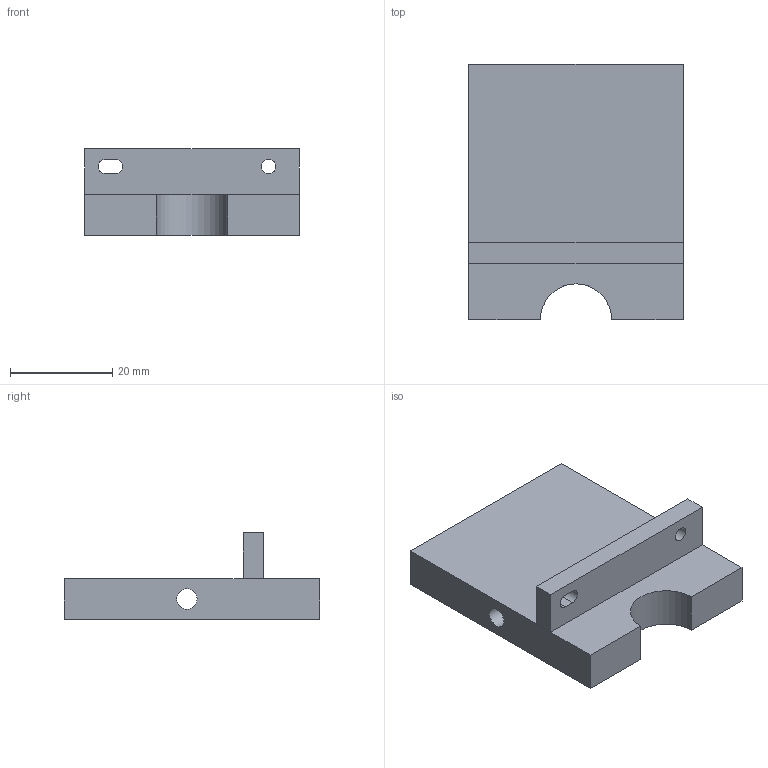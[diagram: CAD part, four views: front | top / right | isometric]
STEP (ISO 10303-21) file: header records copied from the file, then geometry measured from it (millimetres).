
FILE_DESCRIPTION(('FreeCAD Model'),'2;1');
FILE_NAME('ExtruderLever.step', '2017-04-04T10:31:36',('Author'),(''), 'Open CASCADE STEP processor 6.8','FreeCAD','Unknown');
FILE_SCHEMA(('AUTOMOTIVE_DESIGN_CC2 { 1 2 10303 214 -1 1 5 4 }'));
Length unit declared in the file: millimetre
Products named in the file (2): ASSEMBLY; Cut002
Assembly tree (1 placements, depth 2):
  ASSEMBLY
    Cut002
Bounding box: 42 x 50 x 17 mm (x, y, z)
Volume: 16644.4 mm3; surface area: 7114 mm2
Topology: 1 solids, 1 shells, 22 faces, 53 edges, 34 vertices
Faces by surface type: plane 16, cylinder 6
Full cylindrical faces by diameter (mm): 2.8 x1, 4 x1, 12 x1
Entity records: 1401 total; most frequent: CARTESIAN_POINT 265, DIRECTION 211, LINE 135, VECTOR 135, ORIENTED_EDGE 106, PCURVE 106, DEFINITIONAL_REPRESENTATION 106, EDGE_CURVE 53
